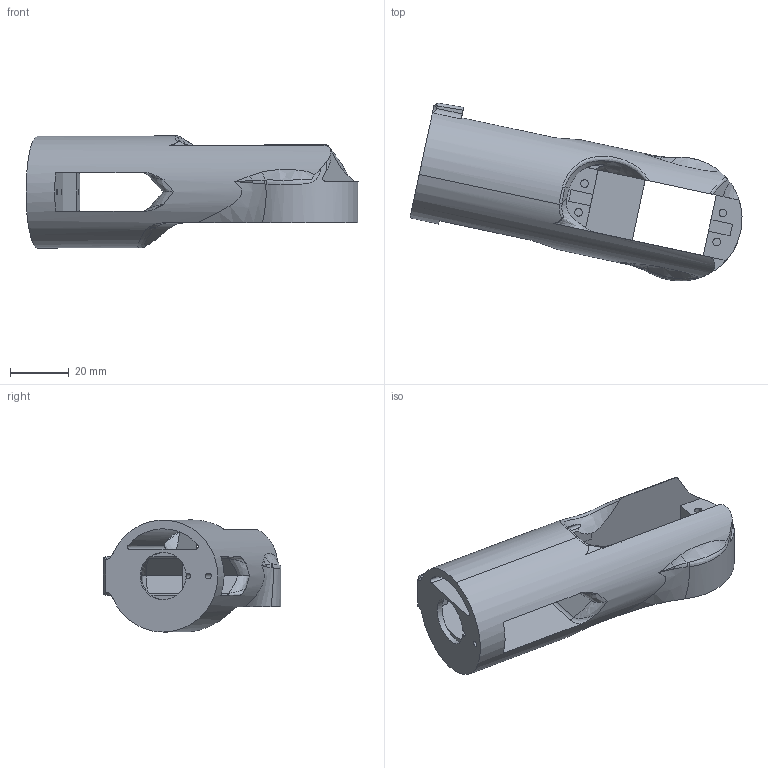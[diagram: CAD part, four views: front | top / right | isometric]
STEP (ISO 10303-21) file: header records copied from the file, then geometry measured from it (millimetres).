
FILE_DESCRIPTION((''),'2;1');
FILE_NAME('GREIFERGELENK','2025-04-26T18:43:07',('ZOMBULLI'),('CARL ZEISS'),'CREO PARAMETRIC BY PTC INC, 2024014','CREO PARAMETRIC BY PTC INC, 2024014','');
FILE_SCHEMA(('AUTOMOTIVE_DESIGN { 1 0 10303 214 1 1 1 1 }'));
Length unit declared in the file: millimetre
Products named in the file (1): GREIFERGELENK
Bounding box: 112.67 x 60.33 x 38.02 mm (x, y, z)
Volume: 0.9 mm3; surface area: 22343 mm2
Topology: 1 solids, 2 shells, 139 faces, 431 edges, 287 vertices
Faces by surface type: plane 55, bspline 46, cylinder 38
Entity records: 8321 total; most frequent: CARTESIAN_POINT 3480, ORIENTED_EDGE 843, DIRECTION 531, EDGE_CURVE 423, PRESENTATION_STYLE_ASSIGNMENT 404, STYLED_ITEM 404, CURVE_STYLE 390, VERTEX_POINT 286
